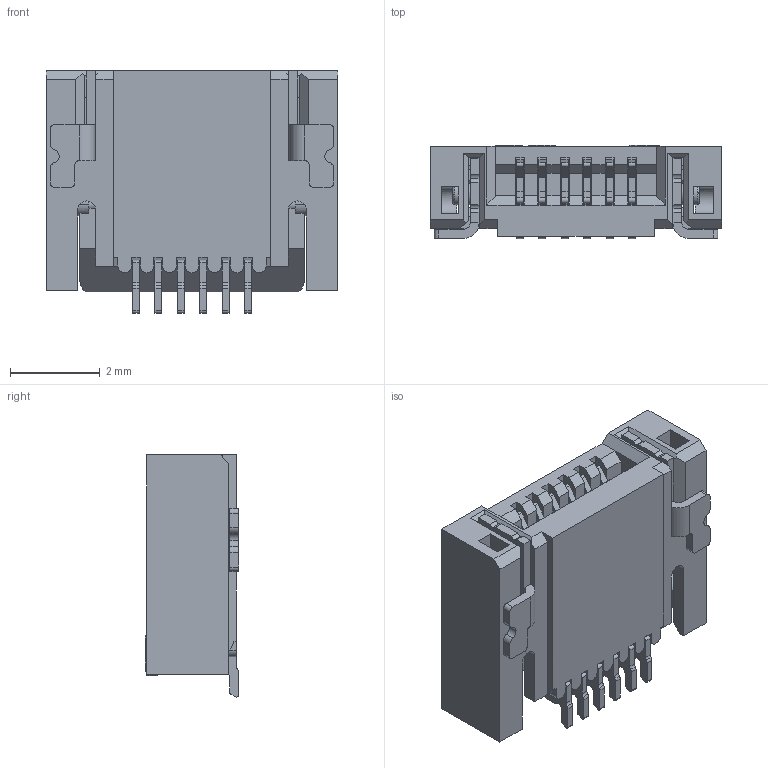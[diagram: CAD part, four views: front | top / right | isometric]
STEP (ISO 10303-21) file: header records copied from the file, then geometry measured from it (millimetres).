
FILE_DESCRIPTION (( 'STEP AP214' ), '1' );
FILE_NAME ('FPC-05FB-6PH20.STEP', '2022-08-04T04:52:13', ( '' ), ( '' ), 'SwSTEP 2.0', 'SolidWorks 2021', '' );
FILE_SCHEMA (( 'AUTOMOTIVE_DESIGN' ));
Length unit declared in the file: millimetre
Products named in the file (1): FPC-05FB-6PH20
Bounding box: 6.5 x 2.08 x 5.4 mm (x, y, z)
Volume: 45.1 mm3; surface area: 314.5 mm2
Topology: 10 solids, 10 shells, 846 faces, 2448 edges, 1610 vertices
Faces by surface type: plane 566, cylinder 276, bspline 4
Entity records: 37294 total; most frequent: CARTESIAN_POINT 5098, ORIENTED_EDGE 4894, DIRECTION 4677, EDGE_CURVE 2447, LINE 1871, VECTOR 1871, VERTEX_POINT 1610, AXIS2_PLACEMENT_3D 1403
